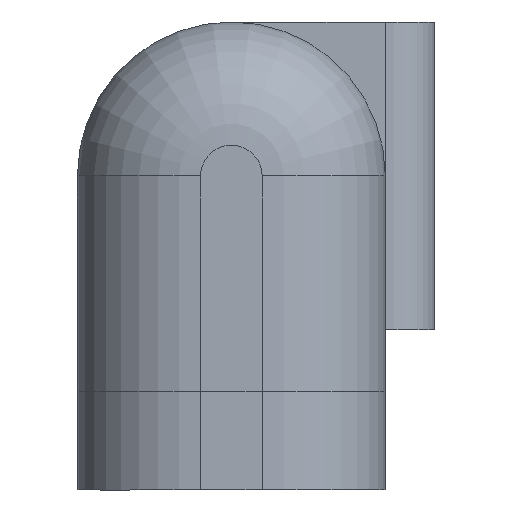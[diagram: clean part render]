
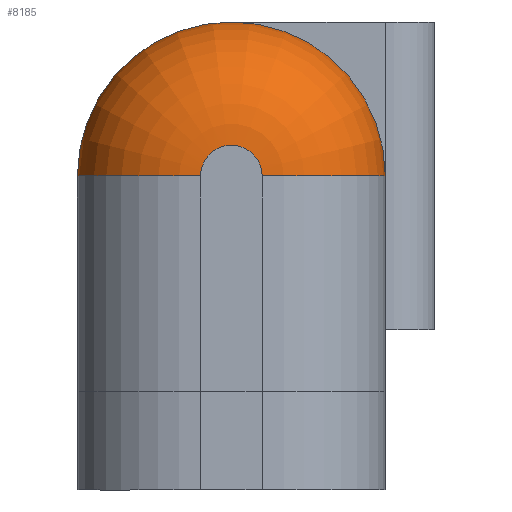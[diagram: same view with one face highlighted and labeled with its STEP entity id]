
A CAD part, front view. The second image highlights one B-rep face of the part: STEP entity #8185.
In plain terms, the highlighted toroidal (fillet/blend) face has major radius 2.5 mm and minor radius 10 mm.
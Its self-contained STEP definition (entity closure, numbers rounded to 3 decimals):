
#210 = CARTESIAN_POINT ( 'NONE',  ( 0., 17.5, 24.5 ) ) ;
#628 = CARTESIAN_POINT ( 'NONE',  ( -2.5, 17.5, 14.5 ) ) ;
#702 = AXIS2_PLACEMENT_3D ( 'NONE', #11732, #7750, #6430 ) ;
#1607 = VERTEX_POINT ( 'NONE', #8251 ) ;
#1797 = ORIENTED_EDGE ( 'NONE', *, *, #9438, .F. ) ;
#1956 = CIRCLE ( 'NONE', #702, 12.5 ) ;
#2099 = VERTEX_POINT ( 'NONE', #2295 ) ;
#2295 = CARTESIAN_POINT ( 'NONE',  ( -2.5, 17.5, 24.5 ) ) ;
#2543 = EDGE_CURVE ( 'NONE', #2099, #3132, #6902, .T. ) ;
#2599 = EDGE_LOOP ( 'NONE', ( #9338, #12411, #12911, #1797 ) ) ;
#2747 = DIRECTION ( 'NONE',  ( 0., 0., 1. ) ) ;
#3132 = VERTEX_POINT ( 'NONE', #10701 ) ;
#3726 = CIRCLE ( 'NONE', #12720, 10. ) ;
#4073 = DIRECTION ( 'NONE',  ( 0., 1., 0. ) ) ;
#4235 = DIRECTION ( 'NONE',  ( 1., 0., 0. ) ) ;
#4552 = EDGE_CURVE ( 'NONE', #3132, #8250, #1956, .T. ) ;
#4612 = CARTESIAN_POINT ( 'NONE',  ( 12.5, 17.5, 14.5 ) ) ;
#5181 = AXIS2_PLACEMENT_3D ( 'NONE', #210, #11852, #10537 ) ;
#5402 = CARTESIAN_POINT ( 'NONE',  ( 2.5, 17.5, 14.5 ) ) ;
#5565 = DIRECTION ( 'NONE',  ( 0., 0., 1. ) ) ;
#5706 = TOROIDAL_SURFACE ( 'NONE', #12983, 2.5, 10. ) ;
#6430 = DIRECTION ( 'NONE',  ( 1., 0., 0. ) ) ;
#6769 = CIRCLE ( 'NONE', #5181, 2.5 ) ;
#6881 = CARTESIAN_POINT ( 'NONE',  ( 0., 17.5, 14.5 ) ) ;
#6902 = CIRCLE ( 'NONE', #11486, 10. ) ;
#6949 = DIRECTION ( 'NONE',  ( 0., 0., -1. ) ) ;
#7750 = DIRECTION ( 'NONE',  ( 0., 0., -1. ) ) ;
#8185 = ADVANCED_FACE ( 'NONE', ( #11300 ), #5706, .T. ) ;
#8250 = VERTEX_POINT ( 'NONE', #4612 ) ;
#8251 = CARTESIAN_POINT ( 'NONE',  ( 2.5, 17.5, 24.5 ) ) ;
#8300 = DIRECTION ( 'NONE',  ( 0., -1., 0. ) ) ;
#8390 = EDGE_CURVE ( 'NONE', #1607, #8250, #3726, .T. ) ;
#9338 = ORIENTED_EDGE ( 'NONE', *, *, #8390, .T. ) ;
#9438 = EDGE_CURVE ( 'NONE', #1607, #2099, #6769, .T. ) ;
#10537 = DIRECTION ( 'NONE',  ( 1., 0., 0. ) ) ;
#10701 = CARTESIAN_POINT ( 'NONE',  ( -12.5, 17.5, 14.5 ) ) ;
#11300 = FACE_OUTER_BOUND ( 'NONE', #2599, .T. ) ;
#11486 = AXIS2_PLACEMENT_3D ( 'NONE', #628, #8300, #6949 ) ;
#11732 = CARTESIAN_POINT ( 'NONE',  ( 0., 17.5, 14.5 ) ) ;
#11852 = DIRECTION ( 'NONE',  ( 0., 0., 1. ) ) ;
#12411 = ORIENTED_EDGE ( 'NONE', *, *, #4552, .F. ) ;
#12720 = AXIS2_PLACEMENT_3D ( 'NONE', #5402, #4073, #2747 ) ;
#12911 = ORIENTED_EDGE ( 'NONE', *, *, #2543, .F. ) ;
#12983 = AXIS2_PLACEMENT_3D ( 'NONE', #6881, #5565, #4235 ) ;
